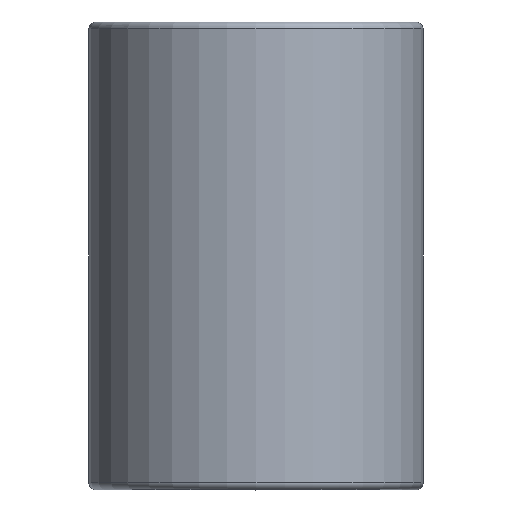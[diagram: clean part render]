
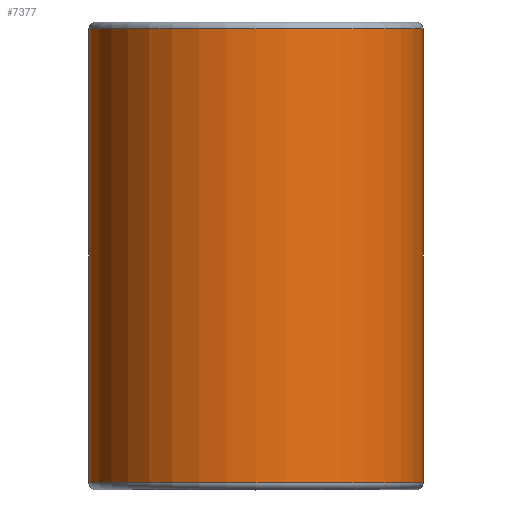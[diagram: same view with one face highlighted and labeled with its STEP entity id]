
A CAD part, top view. The second image highlights one B-rep face of the part: STEP entity #7377.
In plain terms, the highlighted cylindrical face has radius 25 mm (diameter 50 mm), a partial arc.
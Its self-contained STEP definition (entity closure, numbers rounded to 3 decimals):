
#215 = EDGE_LOOP ( 'NONE', ( #9069, #4783, #3275, #4680 ) ) ;
#373 = EDGE_CURVE ( 'NONE', #9273, #9284, #1077, .T. ) ;
#446 = CARTESIAN_POINT ( 'NONE',  ( 0., 35., 0. ) ) ;
#1054 = FACE_OUTER_BOUND ( 'NONE', #215, .T. ) ;
#1077 = CIRCLE ( 'NONE', #8599, 25. ) ;
#1244 = CARTESIAN_POINT ( 'NONE',  ( 0., -34., 0. ) ) ;
#1402 = EDGE_CURVE ( 'NONE', #9284, #5921, #5654, .T. ) ;
#1408 = CARTESIAN_POINT ( 'NONE',  ( -25., 35., 0. ) ) ;
#1438 = AXIS2_PLACEMENT_3D ( 'NONE', #446, #3311, #3218 ) ;
#1616 = VERTEX_POINT ( 'NONE', #4934 ) ;
#1777 = CARTESIAN_POINT ( 'NONE',  ( -25., -34., 0. ) ) ;
#2064 = DIRECTION ( 'NONE',  ( 0., 1., 0. ) ) ;
#2280 = VECTOR ( 'NONE', #3566, 1000. ) ;
#2614 = DIRECTION ( 'NONE',  ( 1., 0., 0. ) ) ;
#3218 = DIRECTION ( 'NONE',  ( -1., 0., 0. ) ) ;
#3275 = ORIENTED_EDGE ( 'NONE', *, *, #8007, .T. ) ;
#3311 = DIRECTION ( 'NONE',  ( 0., 1., 0. ) ) ;
#3566 = DIRECTION ( 'NONE',  ( 0., 1., 0. ) ) ;
#3677 = AXIS2_PLACEMENT_3D ( 'NONE', #7493, #5383, #8248 ) ;
#3806 = EDGE_CURVE ( 'NONE', #9273, #1616, #6348, .T. ) ;
#3922 = CYLINDRICAL_SURFACE ( 'NONE', #1438, 25. ) ;
#4677 = CARTESIAN_POINT ( 'NONE',  ( 25., 33.945, 0. ) ) ;
#4680 = ORIENTED_EDGE ( 'NONE', *, *, #3806, .F. ) ;
#4742 = CIRCLE ( 'NONE', #3677, 25. ) ;
#4783 = ORIENTED_EDGE ( 'NONE', *, *, #1402, .T. ) ;
#4934 = CARTESIAN_POINT ( 'NONE',  ( -25., 33.945, 0. ) ) ;
#5383 = DIRECTION ( 'NONE',  ( 0., -1., 0. ) ) ;
#5654 = LINE ( 'NONE', #7624, #8905 ) ;
#5921 = VERTEX_POINT ( 'NONE', #4677 ) ;
#6285 = DIRECTION ( 'NONE',  ( 0., 1., 0. ) ) ;
#6348 = LINE ( 'NONE', #1408, #2280 ) ;
#7377 = ADVANCED_FACE ( 'NONE', ( #1054 ), #3922, .T. ) ;
#7493 = CARTESIAN_POINT ( 'NONE',  ( 0., 33.945, 0. ) ) ;
#7624 = CARTESIAN_POINT ( 'NONE',  ( 25., 35., 0. ) ) ;
#8007 = EDGE_CURVE ( 'NONE', #5921, #1616, #4742, .T. ) ;
#8248 = DIRECTION ( 'NONE',  ( -1., 0., 0. ) ) ;
#8599 = AXIS2_PLACEMENT_3D ( 'NONE', #1244, #6285, #2614 ) ;
#8905 = VECTOR ( 'NONE', #2064, 1000. ) ;
#8954 = CARTESIAN_POINT ( 'NONE',  ( 25., -34., 0. ) ) ;
#9069 = ORIENTED_EDGE ( 'NONE', *, *, #373, .T. ) ;
#9273 = VERTEX_POINT ( 'NONE', #1777 ) ;
#9284 = VERTEX_POINT ( 'NONE', #8954 ) ;
